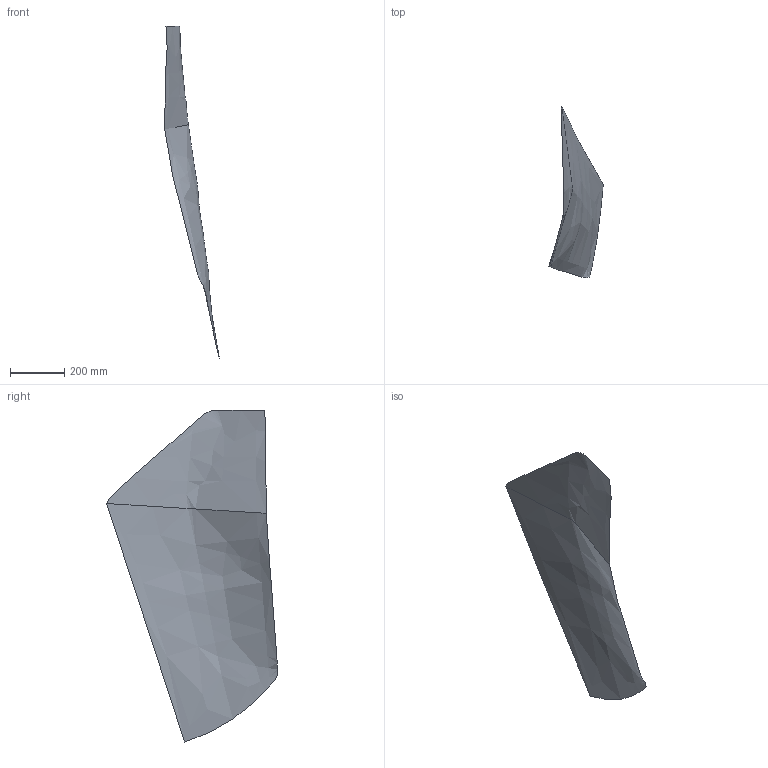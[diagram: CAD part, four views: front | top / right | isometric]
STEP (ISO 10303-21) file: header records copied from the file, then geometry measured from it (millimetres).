
FILE_DESCRIPTION (( 'STEP AP214' ), '1' );
FILE_NAME ('Left Side Panel After Cure.STEP', '2025-02-01T00:00:09', ( '' ), ( '' ), 'SwSTEP 2.0', 'SolidWorks 2024', '' );
FILE_SCHEMA (( 'AUTOMOTIVE_DESIGN' ));
Length unit declared in the file: inch
Products named in the file (1): Left Side Panel After Cure
Bounding box: 201.55 x 632.15 x 1228.75 mm (x, y, z)
Surface area: 543795.3 mm2 (no closed solid volume)
Topology: 0 solids, 1 shells, 2 faces, 10 edges, 9 vertices
Faces by surface type: bspline 2
Entity records: 2111 total; most frequent: CARTESIAN_POINT 2040, ORIENTED_EDGE 13, EDGE_CURVE 10, B_SPLINE_CURVE_WITH_KNOTS 10, VERTEX_POINT 9, FACE_OUTER_BOUND 2, APPLICATION_CONTEXT 2, B_SPLINE_SURFACE_WITH_KNOTS 2
